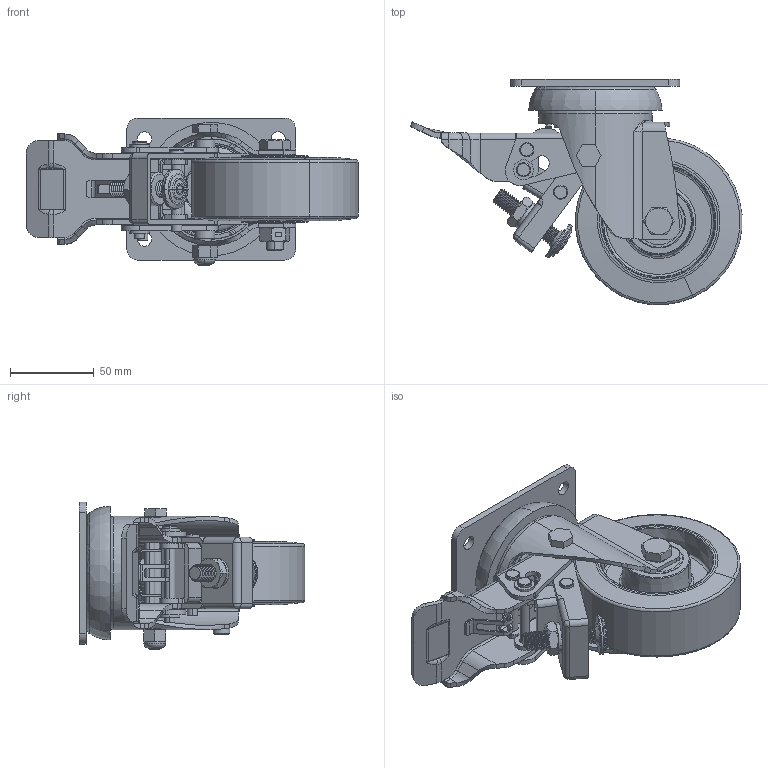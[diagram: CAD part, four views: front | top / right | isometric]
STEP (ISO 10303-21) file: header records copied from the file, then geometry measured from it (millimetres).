
FILE_DESCRIPTION (( 'STEP AP214' ), '1' );
FILE_NAME ('0047354_L-IHB-PUZA-100-K-3-DSV_(A-01).step', '2019-07-01T11:01:54', ( 'Windows-Benutzer' ), ( '' ), 'SwSTEP 2.0', 'SolidWorks 2018', '' );
FILE_SCHEMA (( 'AUTOMOTIVE_DESIGN' ));
Length unit declared in the file: millimetre
Products named in the file (1): 0047354_L-IHB-PUZA-100-K-3-DSV_(A-01)
Bounding box: 198.82 x 134.84 x 88.5 mm (x, y, z)
Surface area: 139814.8 mm2 (no closed solid volume)
Topology: 0 solids, 32 shells, 925 faces, 2388 edges, 1511 vertices
Faces by surface type: cylinder 381, plane 306, torus 97, cone 67, bspline 66, sphere 8
Entity records: 48758 total; most frequent: CARTESIAN_POINT 16428, DIRECTION 4556, ORIENTED_EDGE 4546, EDGE_CURVE 2388, AXIS2_PLACEMENT_3D 1780, VERTEX_POINT 1511, EDGE_LOOP 1028, VECTOR 996
